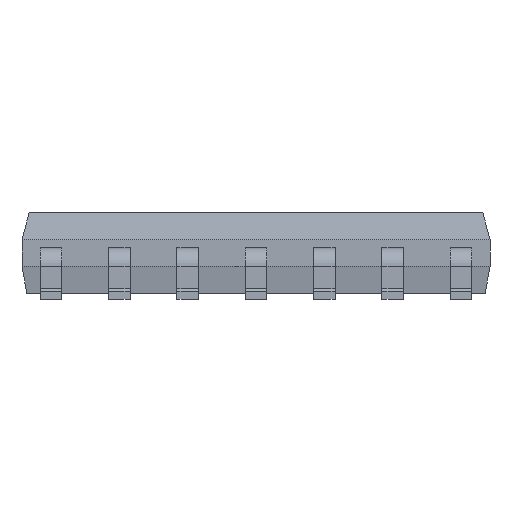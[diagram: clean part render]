
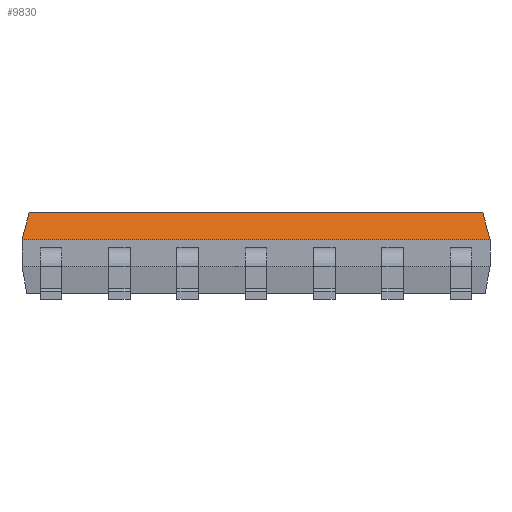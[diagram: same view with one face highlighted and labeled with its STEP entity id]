
A CAD part, front view. The second image highlights one B-rep face of the part: STEP entity #9830.
In plain terms, the highlighted planar face has unit normal (0, -0.966, 0.259).
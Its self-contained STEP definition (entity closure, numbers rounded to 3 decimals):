
#344 = CARTESIAN_POINT ( 'NONE',  ( -4.216, -2.066, 1.61 ) ) ;
#345 = DIRECTION ( 'NONE',  ( 1., 0., 0. ) ) ;
#346 = VECTOR ( 'NONE', #345, 1000. ) ;
#347 = CARTESIAN_POINT ( 'NONE',  ( 4.35, -2.066, 1.61 ) ) ;
#348 = LINE ( 'NONE', #347, #346 ) ;
#371 = CARTESIAN_POINT ( 'NONE',  ( 4.216, -2.066, 1.61 ) ) ;
#878 = DIRECTION ( 'NONE',  ( -1., 0., 0. ) ) ;
#879 = VECTOR ( 'NONE', #878, 1000. ) ;
#880 = CARTESIAN_POINT ( 'NONE',  ( -4.35, -2.2, 1.11 ) ) ;
#881 = LINE ( 'NONE', #880, #879 ) ;
#883 = CARTESIAN_POINT ( 'NONE',  ( 4.35, -2.2, 1.11 ) ) ;
#947 = CARTESIAN_POINT ( 'NONE',  ( -4.35, -2.2, 1.11 ) ) ;
#971 = FACE_OUTER_BOUND ( 'NONE', #9831, .T. ) ;
#972 = DIRECTION ( 'NONE',  ( -0.251, -0.251, -0.935 ) ) ;
#973 = VECTOR ( 'NONE', #972, 1000. ) ;
#974 = CARTESIAN_POINT ( 'NONE',  ( -4.224, -2.074, 1.579 ) ) ;
#975 = LINE ( 'NONE', #974, #973 ) ;
#999 = DIRECTION ( 'NONE',  ( 0.251, -0.251, -0.935 ) ) ;
#1000 = VECTOR ( 'NONE', #999, 1000. ) ;
#1001 = CARTESIAN_POINT ( 'NONE',  ( 3.678, -1.528, 3.617 ) ) ;
#1002 = LINE ( 'NONE', #1001, #1000 ) ;
#1004 = DIRECTION ( 'NONE',  ( 0., -0.259, -0.966 ) ) ;
#1005 = DIRECTION ( 'NONE',  ( 0., -0.966, 0.259 ) ) ;
#1006 = CARTESIAN_POINT ( 'NONE',  ( -4.35, -2.066, 1.61 ) ) ;
#1007 = AXIS2_PLACEMENT_3D ( 'NONE', #1006, #1005, #1004 ) ;
#1008 = PLANE ( 'NONE',  #1007 ) ;
#9627 = EDGE_CURVE ( 'NONE', #9628, #9629, #348, .T. ) ;
#9628 = VERTEX_POINT ( 'NONE', #344 ) ;
#9629 = VERTEX_POINT ( 'NONE', #371 ) ;
#9790 = VERTEX_POINT ( 'NONE', #883 ) ;
#9792 = EDGE_CURVE ( 'NONE', #9790, #9809, #881, .T. ) ;
#9809 = VERTEX_POINT ( 'NONE', #947 ) ;
#9828 = EDGE_CURVE ( 'NONE', #9628, #9809, #975, .T. ) ;
#9830 = ADVANCED_FACE ( 'NONE', ( #971 ), #1008, .T. ) ;
#9831 = EDGE_LOOP ( 'NONE', ( #9832, #9833, #9834, #9836 ) ) ;
#9832 = ORIENTED_EDGE ( 'NONE', *, *, #9828, .T. ) ;
#9833 = ORIENTED_EDGE ( 'NONE', *, *, #9792, .F. ) ;
#9834 = ORIENTED_EDGE ( 'NONE', *, *, #9835, .F. ) ;
#9835 = EDGE_CURVE ( 'NONE', #9629, #9790, #1002, .T. ) ;
#9836 = ORIENTED_EDGE ( 'NONE', *, *, #9627, .F. ) ;
